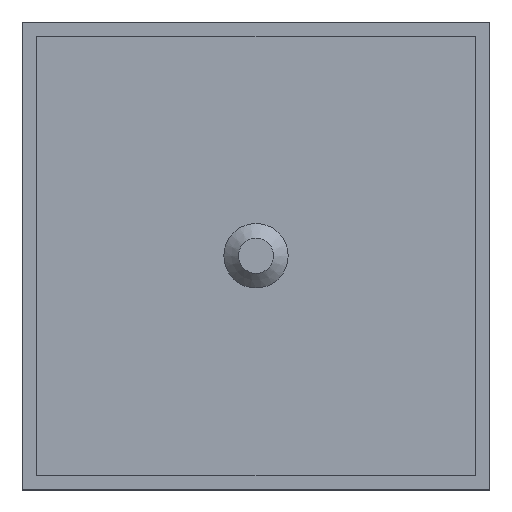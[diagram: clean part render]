
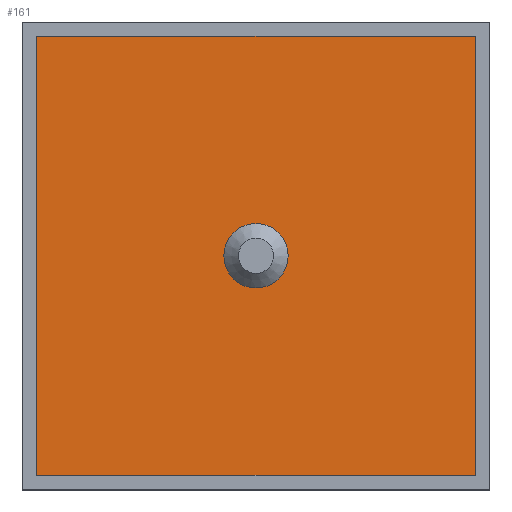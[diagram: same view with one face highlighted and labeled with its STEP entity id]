
A CAD part, top view. The second image highlights one B-rep face of the part: STEP entity #161.
In plain terms, the highlighted planar face has unit normal (0, 0, 1).
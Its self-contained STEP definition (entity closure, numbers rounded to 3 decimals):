
#161=ADVANCED_FACE('',(#190),#176,.F.);
#176=PLANE('',#365);
#190=FACE_OUTER_BOUND('',#204,.T.);
#204=EDGE_LOOP('',(#250,#251,#252,#253));
#250=ORIENTED_EDGE('',*,*,#294,.F.);
#251=ORIENTED_EDGE('',*,*,#303,.F.);
#252=ORIENTED_EDGE('',*,*,#300,.F.);
#253=ORIENTED_EDGE('',*,*,#297,.F.);
#272=VERTEX_POINT('',#463);
#273=VERTEX_POINT('',#465);
#275=VERTEX_POINT('',#471);
#277=VERTEX_POINT('',#477);
#294=EDGE_CURVE('',#272,#273,#320,.T.);
#297=EDGE_CURVE('',#273,#275,#323,.T.);
#300=EDGE_CURVE('',#275,#277,#326,.T.);
#303=EDGE_CURVE('',#277,#272,#329,.T.);
#320=LINE('',#464,#344);
#323=LINE('',#470,#347);
#326=LINE('',#476,#350);
#329=LINE('',#481,#353);
#344=VECTOR('',#400,1.);
#347=VECTOR('',#405,1.);
#350=VECTOR('',#410,1.);
#353=VECTOR('',#415,1.);
#365=AXIS2_PLACEMENT_3D('',#483,#418,#419);
#400=DIRECTION('',(-1.,0.,0.));
#405=DIRECTION('',(0.,1.,0.));
#410=DIRECTION('',(1.,0.,0.));
#415=DIRECTION('',(0.,-1.,0.));
#418=DIRECTION('',(0.,0.,-1.));
#419=DIRECTION('',(-1.,0.,0.));
#463=CARTESIAN_POINT('',(15.5,0.5,4.7));
#464=CARTESIAN_POINT('',(15.5,0.5,4.7));
#465=CARTESIAN_POINT('',(0.5,0.5,4.7));
#470=CARTESIAN_POINT('',(0.5,0.5,4.7));
#471=CARTESIAN_POINT('',(0.5,15.5,4.7));
#476=CARTESIAN_POINT('',(0.5,15.5,4.7));
#477=CARTESIAN_POINT('',(15.5,15.5,4.7));
#481=CARTESIAN_POINT('',(15.5,15.5,4.7));
#483=CARTESIAN_POINT('',(0.,0.,4.7));
